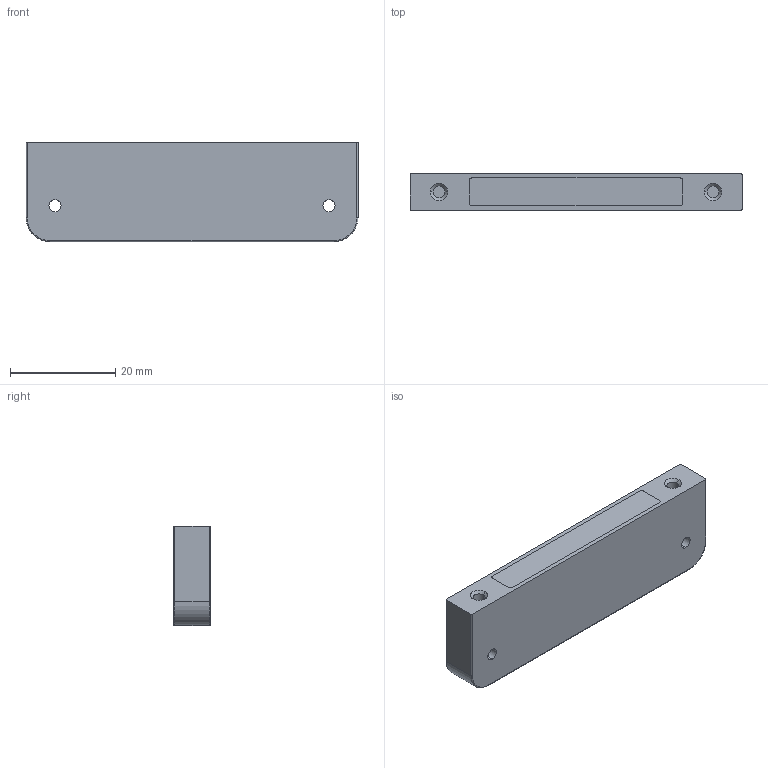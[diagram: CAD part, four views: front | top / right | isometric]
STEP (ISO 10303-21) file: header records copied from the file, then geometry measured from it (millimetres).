
FILE_DESCRIPTION (( 'STEP AP214' ), '1' );
FILE_NAME ('M361FPGAOM00P.STEP', '2017-01-30T14:03:42', ( '' ), ( '' ), 'SwSTEP 2.0', 'SolidWorks 2017', '' );
FILE_SCHEMA (( 'AUTOMOTIVE_DESIGN' ));
Length unit declared in the file: millimetre
Products named in the file (4): M361FPGAOM00P; MFP040016005; 1M3600000000P; resina
Assembly tree (3 placements, depth 2):
  M361FPGAOM00P
    1M3600000000P
    MFP040016005
    resina
Bounding box: 63 x 7 x 18.8 mm (x, y, z)
Volume: 7799 mm3; surface area: 7683.5 mm2
Topology: 3 solids, 3 shells, 61 faces, 140 edges, 88 vertices
Faces by surface type: plane 25, cylinder 24, cone 8, torus 4
Entity records: 1888 total; most frequent: DIRECTION 334, CARTESIAN_POINT 295, ORIENTED_EDGE 280, EDGE_CURVE 140, AXIS2_PLACEMENT_3D 127, VERTEX_POINT 88, LINE 80, VECTOR 80
